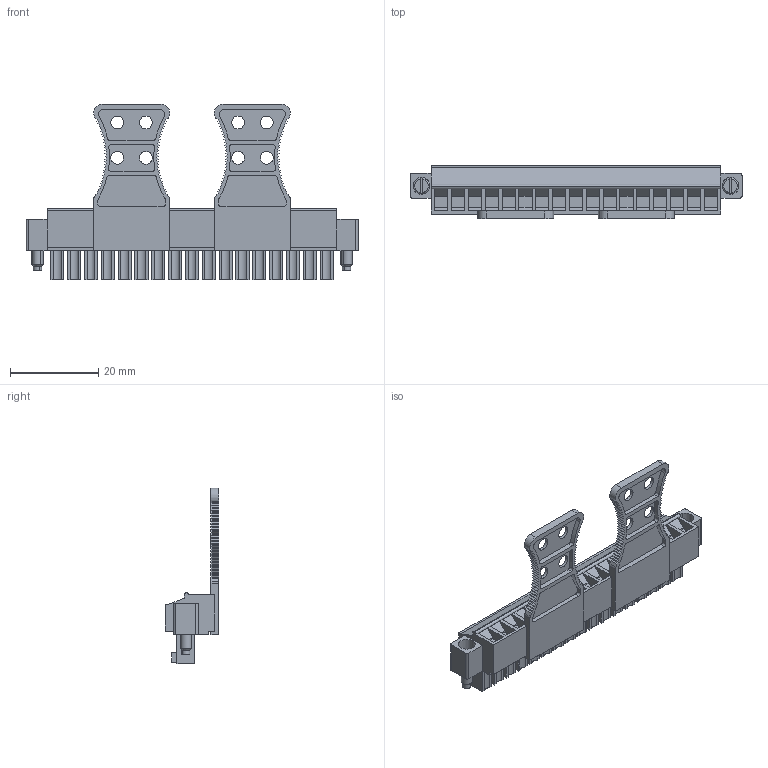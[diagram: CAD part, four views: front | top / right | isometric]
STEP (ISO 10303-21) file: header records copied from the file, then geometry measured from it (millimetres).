
FILE_DESCRIPTION(('CATIA V5 STEP Exchange','CAx-IF Rec.Pracs.--- Model Styling and Organization---1.2---2011-12-15'),'2;1');
FILE_NAME ('D1450078_0_1236700000_1236700000.stp','2018-09-19T13:20:57+00:00',('none'),('Weidmueller'),'CATIA Version 5-6 Release 2014','CATIA V5 STEP AP214','none');
FILE_SCHEMA(('AUTOMOTIVE_DESIGN { 1 0 10303 214 1 1 1 1 }'));
Length unit declared in the file: millimetre
Products named in the file (1): 1236700000
Bounding box: 75.16 x 12.2 x 39.75 mm (x, y, z)
Volume: 7672.1 mm3; surface area: 8655.1 mm2
Topology: 5 solids, 5 shells, 914 faces, 2458 edges, 1632 vertices
Faces by surface type: plane 694, cylinder 170, cone 42, torus 8
Entity records: 26235 total; most frequent: ORIENTED_EDGE 4916, CARTESIAN_POINT 4674, DIRECTION 3552, EDGE_CURVE 2458, VECTOR 2018, LINE 2018, VERTEX_POINT 1632, EDGE_LOOP 1012
